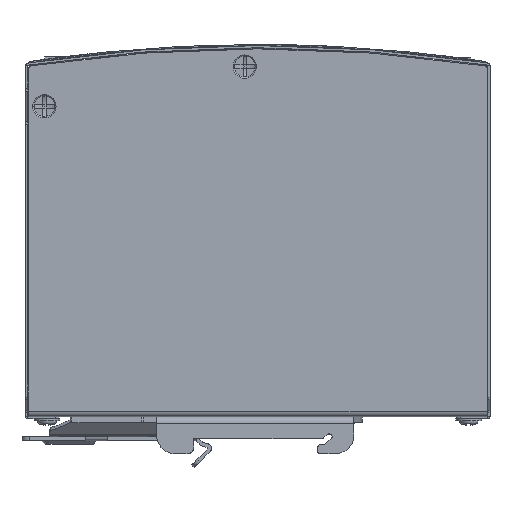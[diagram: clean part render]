
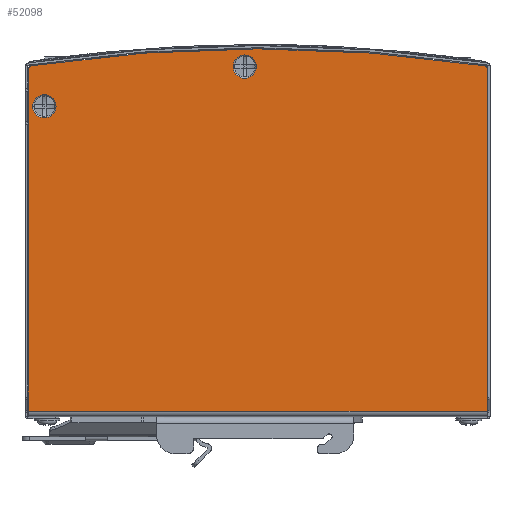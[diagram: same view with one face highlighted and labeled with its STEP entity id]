
A CAD part, top view. The second image highlights one B-rep face of the part: STEP entity #52098.
In plain terms, the highlighted face is planar.
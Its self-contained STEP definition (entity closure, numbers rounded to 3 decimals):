
#50128=DIRECTION('',(0.,0.,1.));
#50129=VECTOR('',#50128,124.);
#50130=CARTESIAN_POINT('',(-16.,-57.5,-62.));
#50131=LINE('',#50130,#50129);
#50248=DIRECTION('',(0.,1.,0.));
#50249=VECTOR('',#50248,92.342);
#50250=CARTESIAN_POINT('',(-16.,-57.5,62.));
#50251=LINE('',#50250,#50249);
#50269=CARTESIAN_POINT('',(-16.,34.842,-61.));
#50270=DIRECTION('',(1.,0.,0.));
#50271=DIRECTION('',(0.,0.,-1.));
#50272=AXIS2_PLACEMENT_3D('',#50269,#50270,#50271);
#50277=CARTESIAN_POINT('',(-16.,-371.082,0.));
#50278=DIRECTION('',(1.,0.,0.));
#50279=DIRECTION('',(0.,0.989,-0.149));
#50280=AXIS2_PLACEMENT_3D('',#50277,#50278,#50279);
#50285=CARTESIAN_POINT('',(-16.,34.842,61.));
#50286=DIRECTION('',(1.,0.,0.));
#50287=DIRECTION('',(0.,0.989,0.149));
#50288=AXIS2_PLACEMENT_3D('',#50285,#50286,#50287);
#50293=DIRECTION('',(0.,1.,0.));
#50294=VECTOR('',#50293,92.342);
#50295=CARTESIAN_POINT('',(-16.,-57.5,-62.));
#50296=LINE('',#50295,#50294);
#50300=CARTESIAN_POINT('',(-16.,35.6,-3.5));
#50301=DIRECTION('',(-1.,0.,0.));
#50302=DIRECTION('',(0.,0.,1.));
#50303=AXIS2_PLACEMENT_3D('',#50300,#50301,#50302);
#50308=CARTESIAN_POINT('',(-16.,35.6,-3.5));
#50309=DIRECTION('',(-1.,0.,0.));
#50310=DIRECTION('',(0.,0.,-1.));
#50311=AXIS2_PLACEMENT_3D('',#50308,#50309,#50310);
#50316=CARTESIAN_POINT('',(-16.,24.901,-57.698));
#50317=DIRECTION('',(-1.,0.,0.));
#50318=DIRECTION('',(0.,0.,1.));
#50319=AXIS2_PLACEMENT_3D('',#50316,#50317,#50318);
#50324=CARTESIAN_POINT('',(-16.,24.901,-57.698));
#50325=DIRECTION('',(-1.,0.,0.));
#50326=DIRECTION('',(0.,0.,-1.));
#50327=AXIS2_PLACEMENT_3D('',#50324,#50325,#50326);
#51430=CARTESIAN_POINT('',(-16.,-57.5,-62.));
#51431=VERTEX_POINT('',#51430);
#51432=CARTESIAN_POINT('',(-16.,-57.5,62.));
#51433=VERTEX_POINT('',#51432);
#51434=CARTESIAN_POINT('',(-16.,34.842,-62.));
#51436=VERTEX_POINT('',#51434);
#51440=CARTESIAN_POINT('',(-16.,35.831,-61.149));
#51441=VERTEX_POINT('',#51440);
#51454=CARTESIAN_POINT('',(-16.,34.842,62.));
#51455=VERTEX_POINT('',#51454);
#51456=CARTESIAN_POINT('',(-16.,35.831,61.149));
#51457=VERTEX_POINT('',#51456);
#51458=CARTESIAN_POINT('',(-16.,35.6,-0.35));
#51459=CARTESIAN_POINT('',(-16.,35.6,-6.65));
#51460=VERTEX_POINT('',#51458);
#51461=VERTEX_POINT('',#51459);
#51462=CARTESIAN_POINT('',(-16.,24.901,-54.548));
#51463=CARTESIAN_POINT('',(-16.,24.901,-60.848));
#51464=VERTEX_POINT('',#51462);
#51465=VERTEX_POINT('',#51463);
#52072=CARTESIAN_POINT('',(-16.,-57.5,-62.));
#52073=DIRECTION('',(1.,0.,0.));
#52074=DIRECTION('',(0.,1.,0.));
#52075=AXIS2_PLACEMENT_3D('',#52072,#52073,#52074);
#52076=PLANE('',#52075);
#52077=ORIENTED_EDGE('',*,*,#52001,.T.);
#52079=ORIENTED_EDGE('',*,*,#52078,.T.);
#52080=ORIENTED_EDGE('',*,*,#52065,.T.);
#52081=ORIENTED_EDGE('',*,*,#52046,.F.);
#52082=ORIENTED_EDGE('',*,*,#51957,.F.);
#52083=ORIENTED_EDGE('',*,*,#51984,.T.);
#52084=EDGE_LOOP('',(#52077,#52079,#52080,#52081,#52082,#52083));
#52085=FACE_OUTER_BOUND('',#52084,.F.);
#52087=ORIENTED_EDGE('',*,*,#52086,.T.);
#52089=ORIENTED_EDGE('',*,*,#52088,.T.);
#52090=EDGE_LOOP('',(#52087,#52089));
#52091=FACE_BOUND('',#52090,.F.);
#52093=ORIENTED_EDGE('',*,*,#52092,.T.);
#52095=ORIENTED_EDGE('',*,*,#52094,.T.);
#52096=EDGE_LOOP('',(#52093,#52095));
#52097=FACE_BOUND('',#52096,.F.);
#50273=CIRCLE('',#50272,1.);
#50281=CIRCLE('',#50280,411.482);
#50289=CIRCLE('',#50288,1.);
#50304=CIRCLE('',#50303,3.15);
#50312=CIRCLE('',#50311,3.15);
#50320=CIRCLE('',#50319,3.15);
#50328=CIRCLE('',#50327,3.15);
#51957=EDGE_CURVE('',#51431,#51433,#50131,.T.);
#51984=EDGE_CURVE('',#51431,#51436,#50296,.T.);
#52001=EDGE_CURVE('',#51436,#51441,#50273,.T.);
#52046=EDGE_CURVE('',#51433,#51455,#50251,.T.);
#52065=EDGE_CURVE('',#51457,#51455,#50289,.T.);
#52078=EDGE_CURVE('',#51441,#51457,#50281,.T.);
#52086=EDGE_CURVE('',#51460,#51461,#50304,.T.);
#52088=EDGE_CURVE('',#51461,#51460,#50312,.T.);
#52092=EDGE_CURVE('',#51464,#51465,#50320,.T.);
#52094=EDGE_CURVE('',#51465,#51464,#50328,.T.);
#52098=ADVANCED_FACE('',(#52085,#52091,#52097),#52076,.F.);
